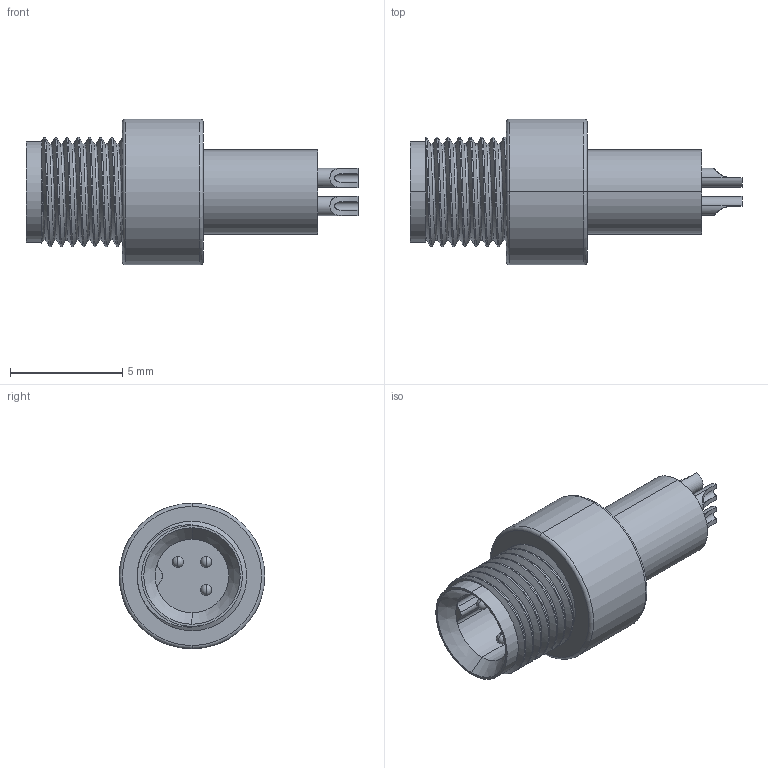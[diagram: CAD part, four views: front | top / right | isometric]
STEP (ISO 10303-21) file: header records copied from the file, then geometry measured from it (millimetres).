
FILE_DESCRIPTION (( 'STEP AP203' ), '1' );
FILE_NAME ('50-00601_revA1.STEP', '2025-03-24T21:21:41', ( '' ), ( '' ), 'SwSTEP 2.0', 'SolidWorks 2021', '' );
FILE_SCHEMA (( 'CONFIG_CONTROL_DESIGN' ));
Length unit declared in the file: millimetre
Products named in the file (5): M5Male_inline threads_Step; 50-00601_revA1; M5M3P; M5Male_pin_13.75 mm
Assembly tree (6 placements, depth 3):
  50-00601_revA1
    M5Male_inline threads_Step
    M5M3P
      M5M3P
      M5Male_pin_13.75 mm  x3
Bounding box: 14.8 x 6.5 x 6.5 mm (x, y, z)
Volume: 201.5 mm3; surface area: 679.8 mm2
Topology: 5 solids, 5 shells, 106 faces, 261 edges, 169 vertices
Faces by surface type: cylinder 60, plane 24, cone 6, bspline 6, sphere 6, torus 4
Entity records: 4463 total; most frequent: CARTESIAN_POINT 2014, DIRECTION 410, ORIENTED_EDGE 392, EDGE_CURVE 196, AXIS2_PLACEMENT_3D 173, VERTEX_POINT 127, EDGE_LOOP 97, CIRCLE 85
